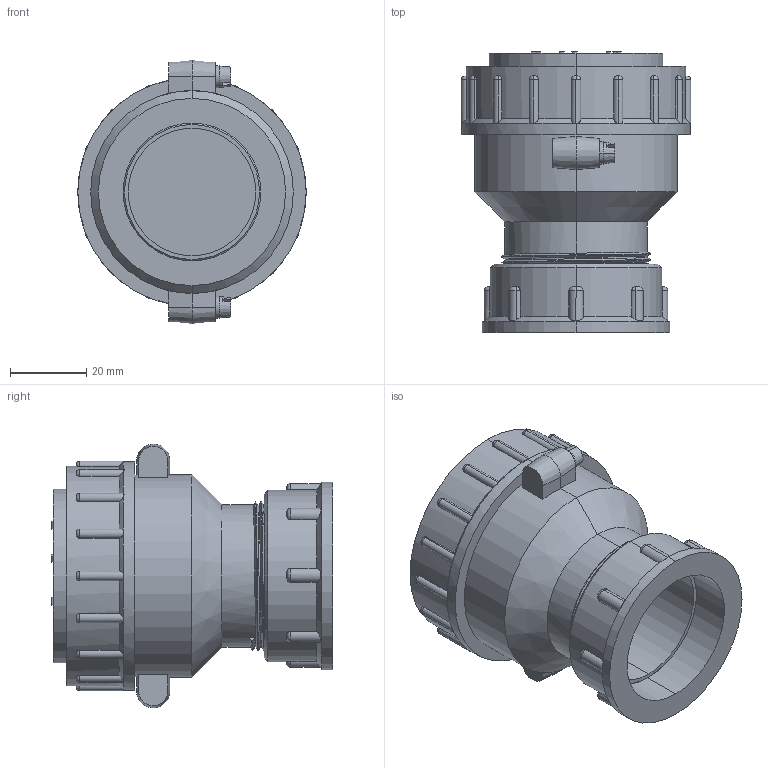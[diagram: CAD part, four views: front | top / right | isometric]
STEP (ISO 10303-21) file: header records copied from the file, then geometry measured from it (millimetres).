
FILE_DESCRIPTION (( 'STEP AP214' ), '1' );
FILE_NAME ('2ÐÒ48Ï93Ø7, øòåêåð.STEP', '2023-11-16T11:43:29', ( '' ), ( '' ), 'SwSTEP 2.0', 'SolidWorks 2021', '' );
FILE_SCHEMA (( 'AUTOMOTIVE_DESIGN' ));
Length unit declared in the file: millimetre
Products named in the file (1): 2ﾐﾒ48ﾏ93ﾘ7, 裲褞
Bounding box: 60.29 x 73.89 x 69.27 mm (x, y, z)
Volume: 108879.5 mm3; surface area: 29671.9 mm2
Topology: 1 solids, 1 shells, 407 faces, 1008 edges, 643 vertices
Faces by surface type: plane 128, cylinder 113, bspline 66, cone 52, torus 48
Entity records: 19333 total; most frequent: CARTESIAN_POINT 8117, ORIENTED_EDGE 2016, DIRECTION 1699, EDGE_CURVE 1008, AXIS2_PLACEMENT_3D 658, VERTEX_POINT 643, EDGE_LOOP 447, ADVANCED_FACE 407
